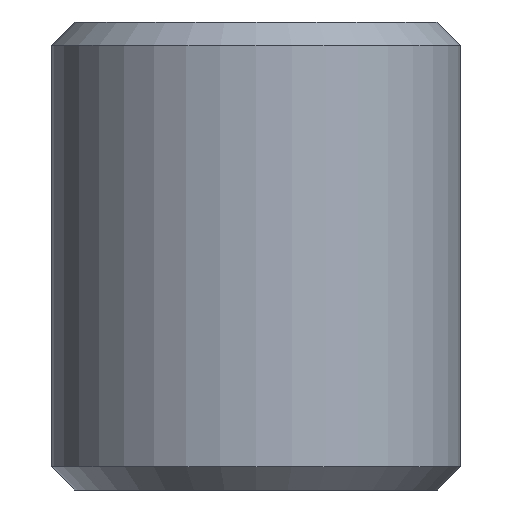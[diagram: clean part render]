
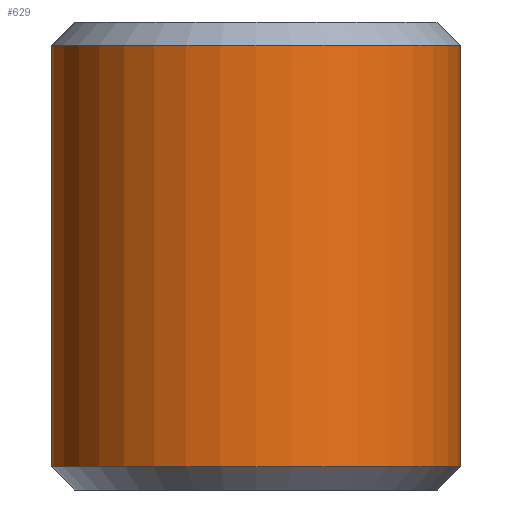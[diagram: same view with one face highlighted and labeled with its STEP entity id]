
A CAD part, front view. The second image highlights one B-rep face of the part: STEP entity #629.
In plain terms, the highlighted cylindrical face has radius 3.5 mm (diameter 7 mm), a partial arc.
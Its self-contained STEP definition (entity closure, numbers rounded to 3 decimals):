
#5 = VERTEX_POINT ( 'NONE', #1024 ) ;
#64 = ORIENTED_EDGE ( 'NONE', *, *, #476, .T. ) ;
#102 = LINE ( 'NONE', #972, #540 ) ;
#151 = CIRCLE ( 'NONE', #1171, 3.5 ) ;
#164 = EDGE_CURVE ( 'NONE', #5, #992, #151, .T. ) ;
#165 = DIRECTION ( 'NONE',  ( 1., 0., 0. ) ) ;
#167 = VECTOR ( 'NONE', #1206, 1000. ) ;
#177 = DIRECTION ( 'NONE',  ( 0., 0., -1. ) ) ;
#195 = DIRECTION ( 'NONE',  ( 0., 0., -1. ) ) ;
#221 = DIRECTION ( 'NONE',  ( 1., 0., 0. ) ) ;
#231 = CARTESIAN_POINT ( 'NONE',  ( 0., 0., 8. ) ) ;
#244 = CYLINDRICAL_SURFACE ( 'NONE', #827, 3.5 ) ;
#323 = CARTESIAN_POINT ( 'NONE',  ( 3.5, 0., 0.4 ) ) ;
#382 = AXIS2_PLACEMENT_3D ( 'NONE', #942, #177, #165 ) ;
#411 = CARTESIAN_POINT ( 'NONE',  ( -3.5, 0., 7.6 ) ) ;
#474 = EDGE_LOOP ( 'NONE', ( #64, #1143, #1161, #1194 ) ) ;
#476 = EDGE_CURVE ( 'NONE', #641, #5, #102, .T. ) ;
#491 = CARTESIAN_POINT ( 'NONE',  ( 0., 0., 0.4 ) ) ;
#505 = DIRECTION ( 'NONE',  ( 0., 0., -1. ) ) ;
#540 = VECTOR ( 'NONE', #195, 1000. ) ;
#548 = LINE ( 'NONE', #823, #167 ) ;
#616 = VERTEX_POINT ( 'NONE', #905 ) ;
#629 = ADVANCED_FACE ( 'NONE', ( #1091 ), #244, .T. ) ;
#641 = VERTEX_POINT ( 'NONE', #411 ) ;
#823 = CARTESIAN_POINT ( 'NONE',  ( 3.5, 0., 8. ) ) ;
#827 = AXIS2_PLACEMENT_3D ( 'NONE', #231, #505, #1004 ) ;
#880 = DIRECTION ( 'NONE',  ( 0., 0., 1. ) ) ;
#905 = CARTESIAN_POINT ( 'NONE',  ( 3.5, 0., 7.6 ) ) ;
#942 = CARTESIAN_POINT ( 'NONE',  ( 0., 0., 7.6 ) ) ;
#950 = CIRCLE ( 'NONE', #382, 3.5 ) ;
#972 = CARTESIAN_POINT ( 'NONE',  ( -3.5, 0., 8. ) ) ;
#992 = VERTEX_POINT ( 'NONE', #323 ) ;
#1004 = DIRECTION ( 'NONE',  ( -1., 0., 0. ) ) ;
#1024 = CARTESIAN_POINT ( 'NONE',  ( -3.5, 0., 0.4 ) ) ;
#1075 = EDGE_CURVE ( 'NONE', #616, #641, #950, .T. ) ;
#1091 = FACE_OUTER_BOUND ( 'NONE', #474, .T. ) ;
#1143 = ORIENTED_EDGE ( 'NONE', *, *, #164, .T. ) ;
#1161 = ORIENTED_EDGE ( 'NONE', *, *, #1177, .F. ) ;
#1171 = AXIS2_PLACEMENT_3D ( 'NONE', #491, #880, #221 ) ;
#1177 = EDGE_CURVE ( 'NONE', #616, #992, #548, .T. ) ;
#1194 = ORIENTED_EDGE ( 'NONE', *, *, #1075, .T. ) ;
#1206 = DIRECTION ( 'NONE',  ( 0., 0., -1. ) ) ;
